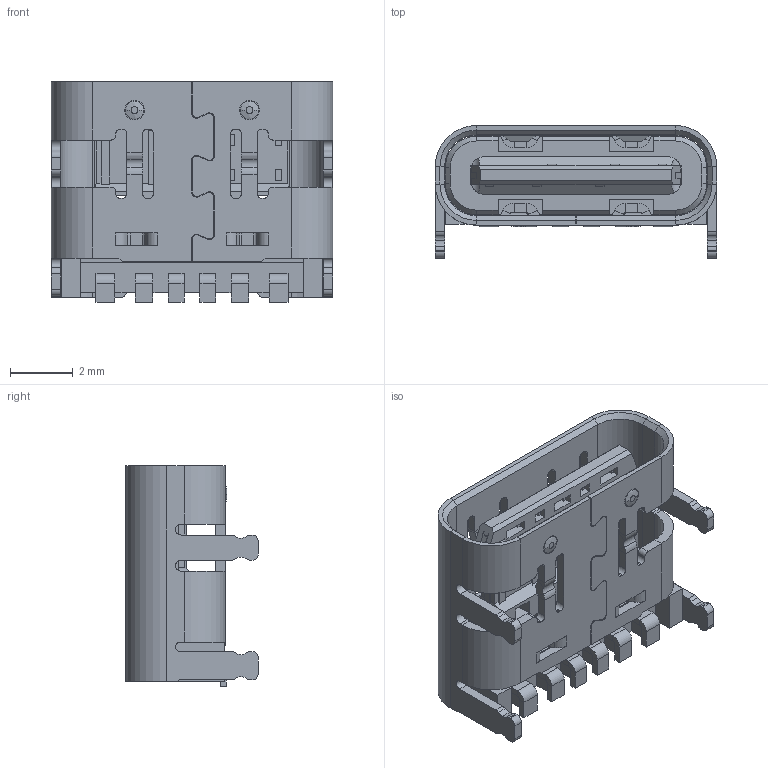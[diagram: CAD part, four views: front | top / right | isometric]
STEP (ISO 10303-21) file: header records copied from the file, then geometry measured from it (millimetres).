
FILE_DESCRIPTION((''),'2;1');
FILE_NAME('U262-06XN-4BVC10_ASM','2020-09-09T',('cwg'),(''),'PRO/ENGINEER BY PARAMETRIC TECHNOLOGY CORPORATION, 2010280','PRO/ENGINEER BY PARAMETRIC TECHNOLOGY CORPORATION, 2010280','');
FILE_SCHEMA(('CONFIG_CONTROL_DESIGN'));
Length unit declared in the file: millimetre
Products named in the file (13): PRT0001; PRT0002; PRT0003; PRT0004; PRT0005; PRT0006; PRT0007; PRT0008; ASM0004_ASM; ASM0003_ASM; ASM0002_ASM; ASM0001_ASM; U262-06XN-4BVC10_ASM
Assembly tree (12 placements, depth 6):
  U262-06XN-4BVC10_ASM
    ASM0001_ASM
      PRT0001
      ASM0002_ASM
        PRT0002
        ASM0003_ASM
          ASM0004_ASM
            PRT0003
            PRT0004
            PRT0005
            PRT0006
            PRT0007
            PRT0008
Bounding box: 8.94 x 4.21 x 7 mm (x, y, z)
Volume: 91.9 mm3; surface area: 614.2 mm2
Topology: 8 solids, 8 shells, 1276 faces, 3435 edges, 2088 vertices
Faces by surface type: plane 870, cylinder 374, bspline 16, cone 8, torus 8
Entity records: 40256 total; most frequent: CARTESIAN_POINT 7417, ORIENTED_EDGE 6870, DIRECTION 6813, EDGE_CURVE 3435, VECTOR 2577, LINE 2577, AXIS2_PLACEMENT_3D 2118, VERTEX_POINT 2088
